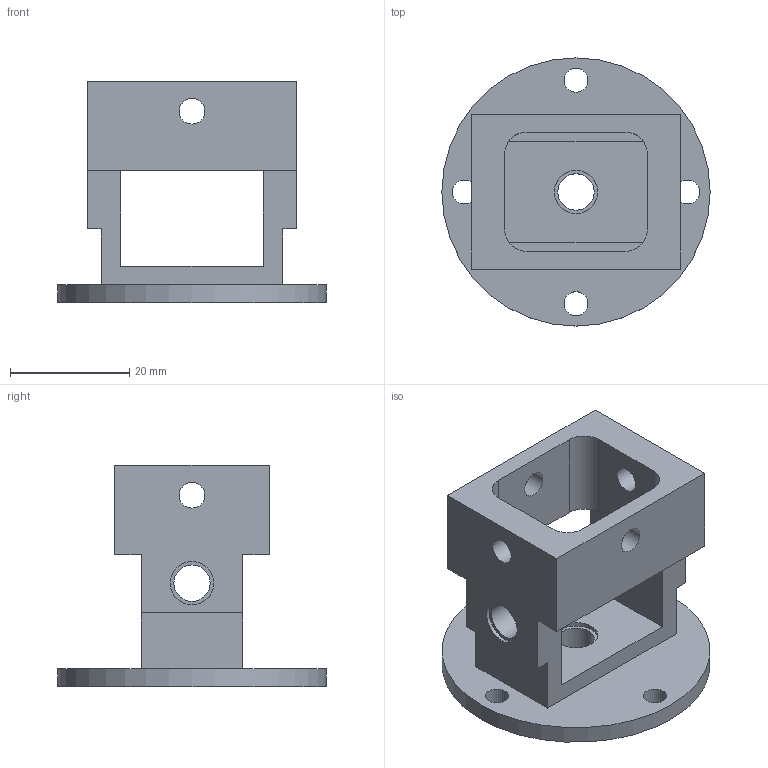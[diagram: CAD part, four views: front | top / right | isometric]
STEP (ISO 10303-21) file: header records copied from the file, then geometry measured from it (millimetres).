
FILE_DESCRIPTION(/* description */ (''),/* implementation_level */ '2;1');
FILE_NAME(/* name */ 'ChiaYu Gear Box.step',/* time_stamp */ '2023-07-30T19:35:42+08:00',/* author */ (''),/* organization */ (''),/* preprocessor_version */ 'ST-DEVELOPER v19.2',/* originating_system */ 'Autodesk Translation Framework v11.17.0.187',/* authorisation */ '');
FILE_SCHEMA (('AUTOMOTIVE_DESIGN { 1 0 10303 214 3 1 1 }'));
Length unit declared in the file: millimetre
Products named in the file (1): ChiaYu Gear Box
Bounding box: 45 x 45 x 37.1 mm (x, y, z)
Volume: 14692 mm3; surface area: 9342.5 mm2
Topology: 1 solids, 1 shells, 42 faces, 121 edges, 82 vertices
Faces by surface type: plane 23, cylinder 19
Full cylindrical faces by diameter (mm): 4 x4, 4.3 x4, 6.1 x3, 7.3 x3, 45 x1
Entity records: 1469 total; most frequent: CARTESIAN_POINT 246, DIRECTION 245, ORIENTED_EDGE 242, EDGE_CURVE 121, LINE 83, VECTOR 83, VERTEX_POINT 82, AXIS2_PLACEMENT_3D 81
